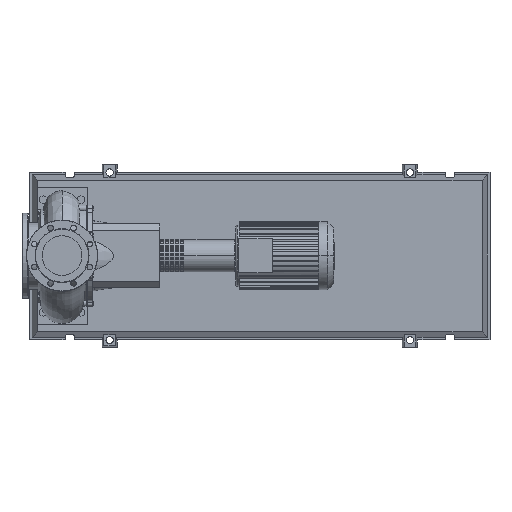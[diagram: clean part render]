
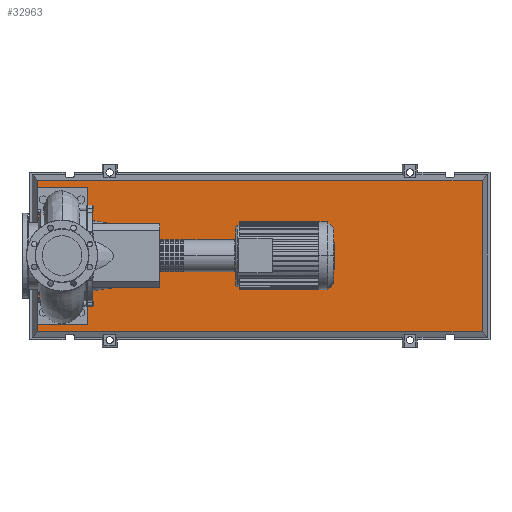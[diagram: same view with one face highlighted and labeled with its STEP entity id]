
A CAD part, top view. The second image highlights one B-rep face of the part: STEP entity #32963.
In plain terms, the highlighted planar face has unit normal (0, 0, 1).
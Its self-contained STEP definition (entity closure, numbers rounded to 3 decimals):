
#32644=CARTESIAN_POINT('',(1678.185,-303.185,123.0));
#32645=VERTEX_POINT('',#32644);
#32652=CARTESIAN_POINT('',(-98.185,-303.185,123.0));
#32653=VERTEX_POINT('',#32652);
#32654=CARTESIAN_POINT('',(1678.185,-303.185,123.0));
#32655=DIRECTION('',(-1.0,0.0,0.0));
#32656=VECTOR('',#32655,1776.37);
#32657=LINE('',#32654,#32656);
#32658=EDGE_CURVE('',#32645,#32653,#32657,.T.);
#32876=CARTESIAN_POINT('',(1678.185,303.185,123.0));
#32877=VERTEX_POINT('',#32876);
#32878=CARTESIAN_POINT('',(1678.185,303.185,123.0));
#32879=DIRECTION('',(0.0,-1.0,0.0));
#32880=VECTOR('',#32879,606.37);
#32881=LINE('',#32878,#32880);
#32882=EDGE_CURVE('',#32877,#32645,#32881,.T.);
#32900=CARTESIAN_POINT('',(-98.185,303.185,123.0));
#32901=VERTEX_POINT('',#32900);
#32902=CARTESIAN_POINT('',(-98.185,-303.185,123.0));
#32903=DIRECTION('',(0.0,1.0,0.0));
#32904=VECTOR('',#32903,606.37);
#32905=LINE('',#32902,#32904);
#32906=EDGE_CURVE('',#32653,#32901,#32905,.T.);
#32939=CARTESIAN_POINT('',(-98.185,303.185,123.0));
#32940=DIRECTION('',(1.0,0.0,0.0));
#32941=VECTOR('',#32940,1776.37);
#32942=LINE('',#32939,#32941);
#32943=EDGE_CURVE('',#32901,#32877,#32942,.T.);
#32952=CARTESIAN_POINT('',(790.,0.,123.0));
#32953=DIRECTION('',(0.0,0.0,1.0));
#32954=DIRECTION('',(1.0,0.0,0.0));
#32955=AXIS2_PLACEMENT_3D('',#32952,#32953,#32954);
#32956=PLANE('',#32955);
#32957=ORIENTED_EDGE('',*,*,#32882,.F.);
#32958=ORIENTED_EDGE('',*,*,#32943,.F.);
#32959=ORIENTED_EDGE('',*,*,#32906,.F.);
#32960=ORIENTED_EDGE('',*,*,#32658,.F.);
#32961=EDGE_LOOP('',(#32957,#32958,#32959,#32960));
#32962=FACE_OUTER_BOUND('',#32961,.T.);
#32963=ADVANCED_FACE('',(#32962),#32956,.T.);
